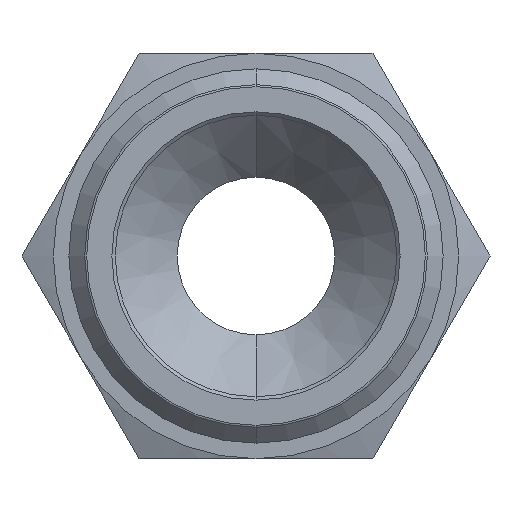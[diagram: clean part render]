
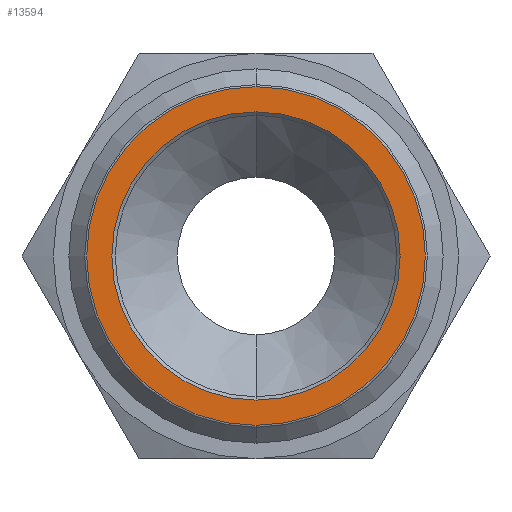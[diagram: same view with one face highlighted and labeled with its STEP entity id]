
A CAD part, left-side view. The second image highlights one B-rep face of the part: STEP entity #13594.
In plain terms, the highlighted planar face has unit normal (-1, 0, 0).
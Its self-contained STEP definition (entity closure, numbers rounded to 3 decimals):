
#1013 = VERTEX_POINT ( 'NONE', #6279 ) ;
#1193 = DIRECTION ( 'NONE',  ( 1., 0., 0. ) ) ;
#1590 = AXIS2_PLACEMENT_3D ( 'NONE', #13045, #11984, #6431 ) ;
#1629 = ORIENTED_EDGE ( 'NONE', *, *, #2128, .T. ) ;
#1695 = DIRECTION ( 'NONE',  ( 1., 0., 0. ) ) ;
#2128 = EDGE_CURVE ( 'NONE', #1013, #10690, #9216, .T. ) ;
#2466 = CIRCLE ( 'NONE', #7414, 15.041 ) ;
#2950 = CARTESIAN_POINT ( 'NONE',  ( -60., 0., 0. ) ) ;
#3405 = CARTESIAN_POINT ( 'NONE',  ( -60., 0., 0. ) ) ;
#4405 = AXIS2_PLACEMENT_3D ( 'NONE', #3405, #11067, #12171 ) ;
#5239 = CARTESIAN_POINT ( 'NONE',  ( -60., 0., -15.041 ) ) ;
#5363 = PLANE ( 'NONE',  #1590 ) ;
#5422 = EDGE_CURVE ( 'NONE', #7565, #7511, #9450, .T. ) ;
#5610 = EDGE_LOOP ( 'NONE', ( #10092, #1629 ) ) ;
#5651 = CARTESIAN_POINT ( 'NONE',  ( -60., 0., 0. ) ) ;
#6279 = CARTESIAN_POINT ( 'NONE',  ( -60., 0., -12.8 ) ) ;
#6297 = CARTESIAN_POINT ( 'NONE',  ( -60., 0., 15.041 ) ) ;
#6431 = DIRECTION ( 'NONE',  ( 0., 0., 1. ) ) ;
#6550 = FACE_OUTER_BOUND ( 'NONE', #11477, .T. ) ;
#7187 = DIRECTION ( 'NONE',  ( -1., 0., 0. ) ) ;
#7414 = AXIS2_PLACEMENT_3D ( 'NONE', #2950, #7187, #11584 ) ;
#7511 = VERTEX_POINT ( 'NONE', #5239 ) ;
#7565 = VERTEX_POINT ( 'NONE', #6297 ) ;
#8866 = CARTESIAN_POINT ( 'NONE',  ( -60., 0., 12.8 ) ) ;
#9216 = CIRCLE ( 'NONE', #10752, 12.8 ) ;
#9450 = CIRCLE ( 'NONE', #4405, 15.041 ) ;
#9822 = FACE_BOUND ( 'NONE', #5610, .T. ) ;
#10092 = ORIENTED_EDGE ( 'NONE', *, *, #10741, .T. ) ;
#10219 = EDGE_CURVE ( 'NONE', #7511, #7565, #2466, .T. ) ;
#10690 = VERTEX_POINT ( 'NONE', #8866 ) ;
#10741 = EDGE_CURVE ( 'NONE', #10690, #1013, #12927, .T. ) ;
#10752 = AXIS2_PLACEMENT_3D ( 'NONE', #13770, #1695, #13728 ) ;
#11067 = DIRECTION ( 'NONE',  ( -1., 0., 0. ) ) ;
#11097 = ORIENTED_EDGE ( 'NONE', *, *, #5422, .T. ) ;
#11477 = EDGE_LOOP ( 'NONE', ( #11097, #13029 ) ) ;
#11584 = DIRECTION ( 'NONE',  ( 0., 0., 1. ) ) ;
#11984 = DIRECTION ( 'NONE',  ( -1., 0., 0. ) ) ;
#12171 = DIRECTION ( 'NONE',  ( 0., 0., 1. ) ) ;
#12927 = CIRCLE ( 'NONE', #13082, 12.8 ) ;
#13029 = ORIENTED_EDGE ( 'NONE', *, *, #10219, .T. ) ;
#13045 = CARTESIAN_POINT ( 'NONE',  ( -60., 15.145, 0. ) ) ;
#13082 = AXIS2_PLACEMENT_3D ( 'NONE', #5651, #1193, #13183 ) ;
#13183 = DIRECTION ( 'NONE',  ( 0., 0., 1. ) ) ;
#13594 = ADVANCED_FACE ( 'NONE', ( #6550, #9822 ), #5363, .T. ) ;
#13728 = DIRECTION ( 'NONE',  ( 0., 0., 1. ) ) ;
#13770 = CARTESIAN_POINT ( 'NONE',  ( -60., 0., 0. ) ) ;
